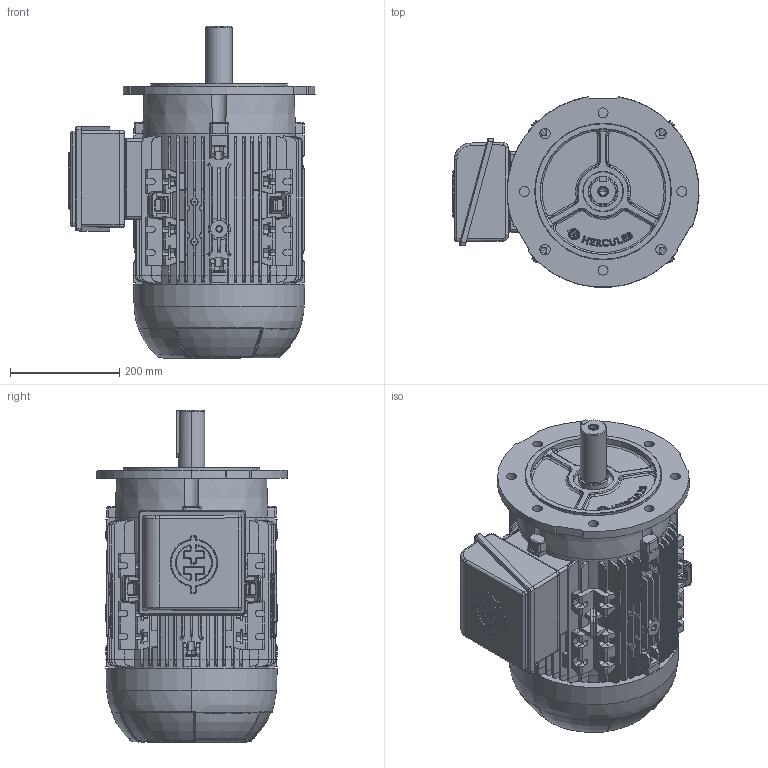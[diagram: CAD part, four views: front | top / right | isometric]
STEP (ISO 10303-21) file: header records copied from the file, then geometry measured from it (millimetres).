
FILE_DESCRIPTION (( 'STEP AP203' ), '1' );
FILE_NAME ('180M_SP_FF_RIGHT.STEP', '2022-07-17T23:59:02', ( '' ), ( '' ), 'SwSTEP 2.0', 'SolidWorks 2020', '' );
FILE_SCHEMA (( 'CONFIG_CONTROL_DESIGN' ));
Length unit declared in the file: millimetre
Products named in the file (8): Eixo IEC180 - 4P_50.5342.008 (L); 105035275_casca_50.5307.119; 105032 DIN6885 AB - ABNT C_10.5032.050; 105006204-205_casca_50.5307.124 (M); 180M_SP_FF_RIGHT; 105006203_casca_Usinado; 105030278_casca; 105006202_casca_USINADO
Assembly tree (7 placements, depth 2):
  180M_SP_FF_RIGHT
    105006204-205_casca_50.5307.124 (M)
    Eixo IEC180 - 4P_50.5342.008 (L)
    105006202_casca_USINADO
    105006203_casca_Usinado
    105030278_casca
    105032 DIN6885 AB - ABNT C_10.5032.050
    105035275_casca_50.5307.119
Bounding box: 449.88 x 348.47 x 607 mm (x, y, z)
Volume: 37526743.7 mm3; surface area: 1657226.4 mm2
Topology: 7 solids, 10 shells, 4051 faces, 10485 edges, 6489 vertices
Faces by surface type: plane 1536, cylinder 1307, bspline 531, torus 266, cone 262, sphere 149
Entity records: 145895 total; most frequent: CARTESIAN_POINT 53639, ORIENTED_EDGE 20762, DIRECTION 17370, EDGE_CURVE 10381, VERTEX_POINT 6445, AXIS2_PLACEMENT_3D 6077, LINE 5216, VECTOR 5216
